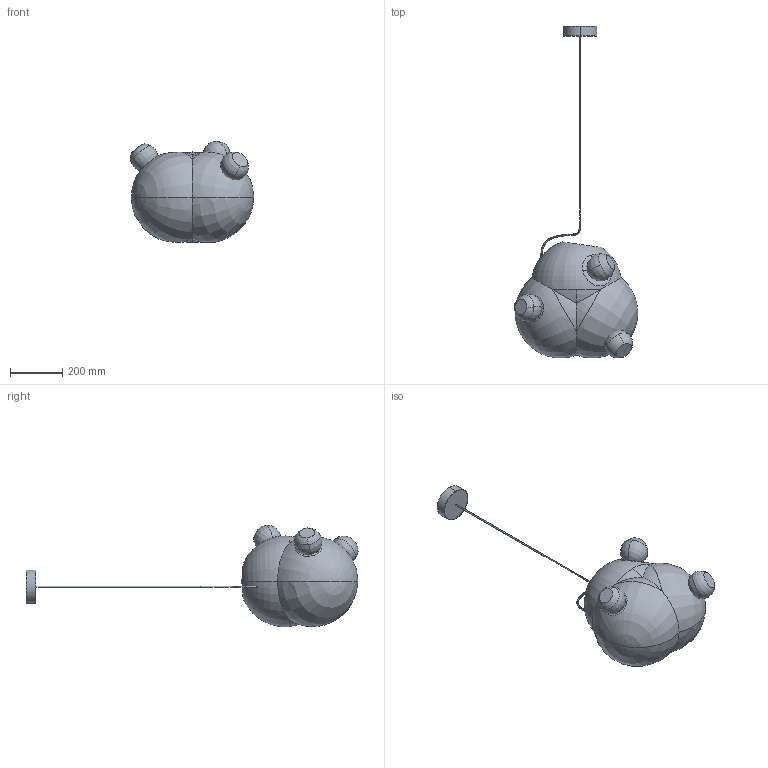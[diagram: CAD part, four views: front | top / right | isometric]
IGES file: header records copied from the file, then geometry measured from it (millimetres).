
Start section: SolidWorks IGES file using analytic representation for surfaces
Global section: file name: KBUBP2 - Knotty Bubbles Pendant - Large.IGS; native system: SolidWorks 2015; preprocessor: SolidWorks 2015; author: Design; date: 190718.142655; units: millimetre
Bounding box: 470.29 x 1265.41 x 385.94 mm (x, y, z)
Volume: 42175555.5 mm3; surface area: 745302.1 mm2
Topology: 4 solids, 4 shells, 49 faces, 114 edges, 65 vertices
Faces by surface type: revolution 40, plane 7, bspline 2
